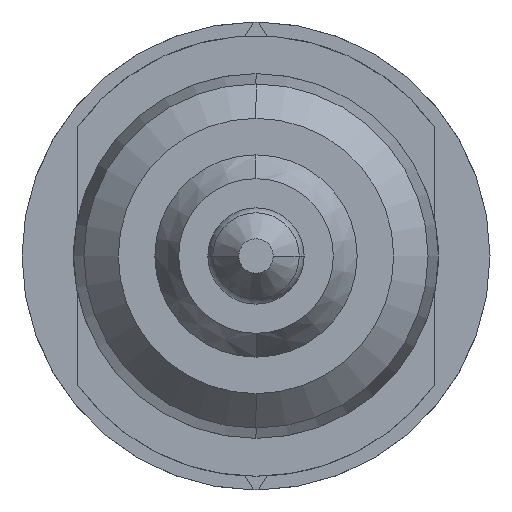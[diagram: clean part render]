
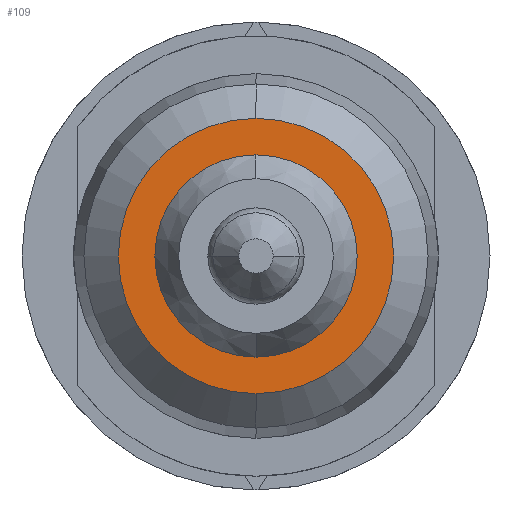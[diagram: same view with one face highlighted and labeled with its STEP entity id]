
A CAD part, front view. The second image highlights one B-rep face of the part: STEP entity #109.
In plain terms, the highlighted planar face has unit normal (0, -1, 0).
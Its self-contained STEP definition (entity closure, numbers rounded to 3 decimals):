
#26 = FACE_BOUND ( 'NONE', #2116, .T. ) ;
#109 = ADVANCED_FACE ( 'Defeature ausgef�hrt1_15', ( #26, #5109 ), #3705, .T. ) ;
#228 = CARTESIAN_POINT ( 'NONE',  ( 0., 0., -0.735 ) ) ;
#343 = DIRECTION ( 'NONE',  ( 0., 0., -1. ) ) ;
#356 = AXIS2_PLACEMENT_3D ( 'NONE', #4305, #3466, #4760 ) ;
#430 = DIRECTION ( 'NONE',  ( 0., -1., 0. ) ) ;
#683 = CARTESIAN_POINT ( 'NONE',  ( 0., 0., -1. ) ) ;
#1035 = EDGE_CURVE ( 'Defeature ausgef�hrt1_15+Defeature ausgef�hrt1_45+Defeature ausgef�hrt1_45+Defeature ausgef�hrt1_45', #2174, #3544, #1453, .T. ) ;
#1125 = AXIS2_PLACEMENT_3D ( 'NONE', #3691, #4564, #1190 ) ;
#1178 = EDGE_CURVE ( 'Defeature ausgef�hrt1_15+Defeature ausgef�hrt1_45+Defeature ausgef�hrt1_45+Defeature ausgef�hrt1_45', #3544, #2174, #4748, .T. ) ;
#1190 = DIRECTION ( 'NONE',  ( 0., 0., -1. ) ) ;
#1453 = CIRCLE ( 'NONE', #5110, 0.735 ) ;
#1610 = DIRECTION ( 'NONE',  ( 0., -1., 0. ) ) ;
#1690 = CARTESIAN_POINT ( 'NONE',  ( 0., 0., 0. ) ) ;
#1934 = CARTESIAN_POINT ( 'NONE',  ( 0., 0., 0.735 ) ) ;
#2116 = EDGE_LOOP ( 'NONE', ( #4459, #5057 ) ) ;
#2174 = VERTEX_POINT ( 'NONE', #228 ) ;
#2736 = EDGE_CURVE ( 'Defeature ausgef�hrt1_15+Defeature ausgef�hrt1_17+Defeature ausgef�hrt1_17+Defeature ausgef�hrt1_17', #3577, #4111, #4812, .T. ) ;
#2848 = ORIENTED_EDGE ( 'NONE', *, *, #2736, .T. ) ;
#3466 = DIRECTION ( 'NONE',  ( 0., 1., 0. ) ) ;
#3483 = AXIS2_PLACEMENT_3D ( 'NONE', #4999, #1610, #5009 ) ;
#3544 = VERTEX_POINT ( 'NONE', #1934 ) ;
#3577 = VERTEX_POINT ( 'NONE', #683 ) ;
#3691 = CARTESIAN_POINT ( 'NONE',  ( 0., 0., 0. ) ) ;
#3705 = PLANE ( 'NONE',  #3483 ) ;
#3819 = DIRECTION ( 'NONE',  ( 0., 0., -1. ) ) ;
#3844 = ORIENTED_EDGE ( 'NONE', *, *, #3860, .T. ) ;
#3860 = EDGE_CURVE ( 'Defeature ausgef�hrt1_15+Defeature ausgef�hrt1_17+Defeature ausgef�hrt1_17+Defeature ausgef�hrt1_17', #4111, #3577, #5419, .T. ) ;
#3889 = AXIS2_PLACEMENT_3D ( 'NONE', #1690, #430, #3819 ) ;
#4111 = VERTEX_POINT ( 'NONE', #4116 ) ;
#4116 = CARTESIAN_POINT ( 'NONE',  ( 0., 0., 1. ) ) ;
#4305 = CARTESIAN_POINT ( 'NONE',  ( 0., 0., 0. ) ) ;
#4459 = ORIENTED_EDGE ( 'NONE', *, *, #1178, .T. ) ;
#4564 = DIRECTION ( 'NONE',  ( 0., -1., 0. ) ) ;
#4568 = CARTESIAN_POINT ( 'NONE',  ( 0., 0., 0. ) ) ;
#4748 = CIRCLE ( 'NONE', #356, 0.735 ) ;
#4760 = DIRECTION ( 'NONE',  ( 0., 0., -1. ) ) ;
#4812 = CIRCLE ( 'NONE', #1125, 1. ) ;
#4999 = CARTESIAN_POINT ( 'NONE',  ( 0., 0., 0. ) ) ;
#5009 = DIRECTION ( 'NONE',  ( 0., 0., -1. ) ) ;
#5057 = ORIENTED_EDGE ( 'NONE', *, *, #1035, .T. ) ;
#5109 = FACE_OUTER_BOUND ( 'NONE', #5384, .T. ) ;
#5110 = AXIS2_PLACEMENT_3D ( 'NONE', #4568, #5352, #343 ) ;
#5352 = DIRECTION ( 'NONE',  ( 0., 1., 0. ) ) ;
#5384 = EDGE_LOOP ( 'NONE', ( #3844, #2848 ) ) ;
#5419 = CIRCLE ( 'NONE', #3889, 1. ) ;
